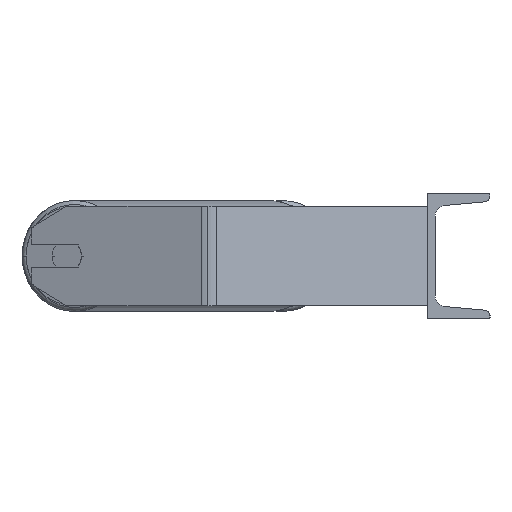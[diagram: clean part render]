
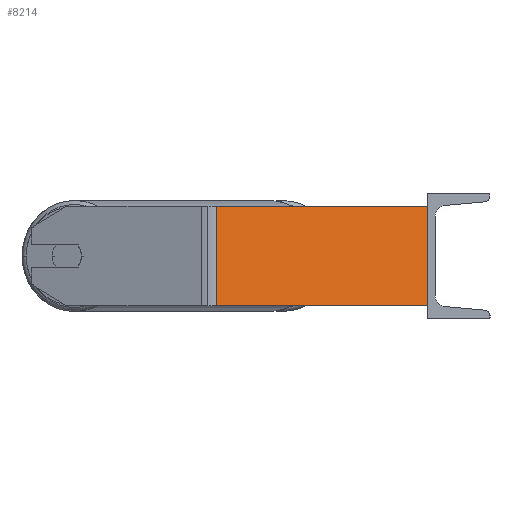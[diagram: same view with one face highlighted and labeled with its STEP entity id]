
A CAD part, left-side view. The second image highlights one B-rep face of the part: STEP entity #8214.
In plain terms, the highlighted planar face has unit normal (-0.906, -0.423, 0).
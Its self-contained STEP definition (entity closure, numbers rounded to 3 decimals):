
#403 = DIRECTION ( 'NONE',  ( 0., 0., -1. ) ) ;
#544 = VECTOR ( 'NONE', #6474, 1000. ) ;
#950 = DIRECTION ( 'NONE',  ( 0.423, -0.906, 0. ) ) ;
#1240 = VERTEX_POINT ( 'NONE', #3137 ) ;
#1445 = CARTESIAN_POINT ( 'NONE',  ( -685., 0., -40. ) ) ;
#1683 = ORIENTED_EDGE ( 'NONE', *, *, #6634, .F. ) ;
#1799 = CARTESIAN_POINT ( 'NONE',  ( -766.72, 175.248, 40. ) ) ;
#2379 = VERTEX_POINT ( 'NONE', #5117 ) ;
#2618 = VECTOR ( 'NONE', #950, 1000. ) ;
#2974 = LINE ( 'NONE', #5763, #5100 ) ;
#3137 = CARTESIAN_POINT ( 'NONE',  ( -763.919, 169.242, -40. ) ) ;
#3160 = CARTESIAN_POINT ( 'NONE',  ( -763.919, 169.242, 40. ) ) ;
#3468 = ORIENTED_EDGE ( 'NONE', *, *, #7119, .T. ) ;
#3525 = FACE_OUTER_BOUND ( 'NONE', #4091, .T. ) ;
#3740 = DIRECTION ( 'NONE',  ( -0.423, 0.906, 0. ) ) ;
#3764 = EDGE_CURVE ( 'NONE', #2379, #8622, #7904, .T. ) ;
#3956 = DIRECTION ( 'NONE',  ( 0.423, -0.906, 0. ) ) ;
#4091 = EDGE_LOOP ( 'NONE', ( #6374, #1683, #4248, #3468 ) ) ;
#4248 = ORIENTED_EDGE ( 'NONE', *, *, #3764, .F. ) ;
#4530 = PLANE ( 'NONE',  #4955 ) ;
#4738 = EDGE_CURVE ( 'NONE', #1240, #4848, #2974, .T. ) ;
#4848 = VERTEX_POINT ( 'NONE', #1445 ) ;
#4955 = AXIS2_PLACEMENT_3D ( 'NONE', #1799, #7430, #3740 ) ;
#5021 = CARTESIAN_POINT ( 'NONE',  ( -685., 0., 40. ) ) ;
#5100 = VECTOR ( 'NONE', #3956, 1000. ) ;
#5117 = CARTESIAN_POINT ( 'NONE',  ( -763.919, 169.242, 40. ) ) ;
#5638 = CARTESIAN_POINT ( 'NONE',  ( -685., 0., 40. ) ) ;
#5763 = CARTESIAN_POINT ( 'NONE',  ( -766.72, 175.248, -40. ) ) ;
#6374 = ORIENTED_EDGE ( 'NONE', *, *, #4738, .T. ) ;
#6474 = DIRECTION ( 'NONE',  ( 0., 0., -1. ) ) ;
#6634 = EDGE_CURVE ( 'NONE', #8622, #4848, #8528, .T. ) ;
#6727 = LINE ( 'NONE', #3160, #8219 ) ;
#7008 = CARTESIAN_POINT ( 'NONE',  ( -766.72, 175.248, 40. ) ) ;
#7119 = EDGE_CURVE ( 'NONE', #2379, #1240, #6727, .T. ) ;
#7430 = DIRECTION ( 'NONE',  ( 0.906, 0.423, 0. ) ) ;
#7904 = LINE ( 'NONE', #7008, #2618 ) ;
#8214 = ADVANCED_FACE ( 'NONE', ( #3525 ), #4530, .F. ) ;
#8219 = VECTOR ( 'NONE', #403, 1000. ) ;
#8528 = LINE ( 'NONE', #5638, #544 ) ;
#8622 = VERTEX_POINT ( 'NONE', #5021 ) ;
